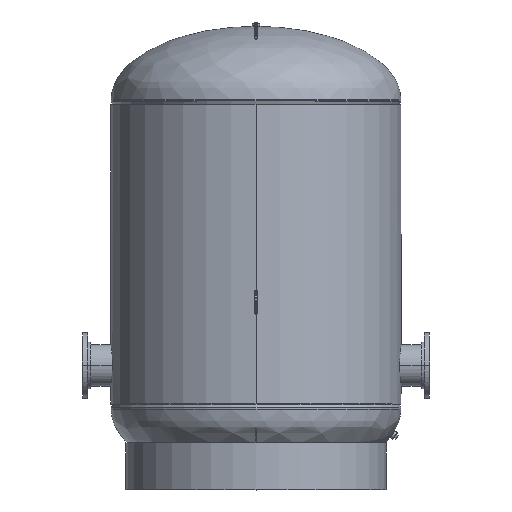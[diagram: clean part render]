
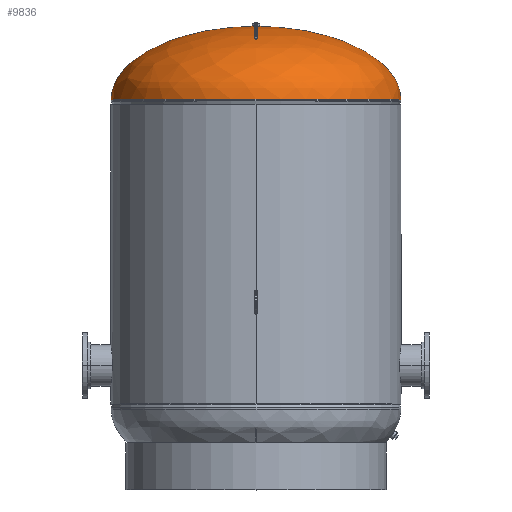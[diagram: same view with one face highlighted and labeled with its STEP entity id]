
A CAD part, top view. The second image highlights one B-rep face of the part: STEP entity #9836.
In plain terms, the highlighted free-form (B-spline) face has degree [3, 3] with [4, 4] control points.
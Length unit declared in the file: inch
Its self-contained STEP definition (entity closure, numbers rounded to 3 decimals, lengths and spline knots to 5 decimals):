
#44 = VERTEX_POINT ( 'NONE', #5395 ) ;
#208 = AXIS2_PLACEMENT_3D ( 'NONE', #4727, #12441, #3790 ) ;
#220 = CARTESIAN_POINT ( 'NONE',  ( -0.625, 16.24671, 0. ) ) ;
#605 = CARTESIAN_POINT ( 'NONE',  ( -17.90589, 16.06479, 0. ) ) ;
#724 = ORIENTED_EDGE ( 'NONE', *, *, #12186, .F. ) ;
#1307 = CARTESIAN_POINT ( 'NONE',  ( 30., 1.09375, 0. ) ) ;
#1394 = CARTESIAN_POINT ( 'NONE',  ( 30., 1.09375, 0. ) ) ;
#1573 = CARTESIAN_POINT ( 'NONE',  ( -0.625, 16.24671, 0. ) ) ;
#1626 = CARTESIAN_POINT ( 'NONE',  ( 30., 1.09375, 0. ) ) ;
#1779 = EDGE_CURVE ( 'NONE', #11379, #44, #5976, .T. ) ;
#2032 = AXIS2_PLACEMENT_3D ( 'NONE', #10970, #10027, #12099 ) ;
#2583 = ORIENTED_EDGE ( 'NONE', *, *, #5363, .T. ) ;
#2620 = CARTESIAN_POINT ( 'NONE',  ( 0., 1.09375, 0. ) ) ;
#3525 = CARTESIAN_POINT ( 'NONE',  ( -30., 9.8261, 0. ) ) ;
#3583 = CARTESIAN_POINT ( 'NONE',  ( 30., 9.8261, 60. ) ) ;
#3790 = DIRECTION ( 'NONE',  ( 1., 0., 0. ) ) ;
#4306 = CARTESIAN_POINT ( 'NONE',  ( 30., 9.8261, 0. ) ) ;
#4350 = CARTESIAN_POINT ( 'NONE',  ( -30., 9.8261, 0. ) ) ;
#4461 = CARTESIAN_POINT ( 'NONE',  ( 30., 9.8261, 0. ) ) ;
#4727 = CARTESIAN_POINT ( 'NONE',  ( 0., 16.24671, 0. ) ) ;
#5146 =( BOUNDED_CURVE ( )  B_SPLINE_CURVE ( 3, ( #5183, #6974, #4306, #1307 ),
 .UNSPECIFIED., .F., .T. ) 
 B_SPLINE_CURVE_WITH_KNOTS ( ( 4, 4 ),
 ( 4.73322, 6.28319 ),
 .UNSPECIFIED. ) 
 CURVE ( )  GEOMETRIC_REPRESENTATION_ITEM ( )  RATIONAL_B_SPLINE_CURVE ( ( 1., 0.81, 0.81, 1. ) ) 
 REPRESENTATION_ITEM ( '' )  );
#5183 = CARTESIAN_POINT ( 'NONE',  ( 0.625, 16.24671, 0. ) ) ;
#5362 = AXIS2_PLACEMENT_3D ( 'NONE', #2620, #9198, #12162 ) ;
#5363 = EDGE_CURVE ( 'NONE', #10146, #44, #6794, .T. ) ;
#5395 = CARTESIAN_POINT ( 'NONE',  ( -30., 1.09375, 0. ) ) ;
#5399 = CARTESIAN_POINT ( 'NONE',  ( 17.90589, 16.06479, 0. ) ) ;
#5573 = CARTESIAN_POINT ( 'NONE',  ( 0.625, 16.24671, 0. ) ) ;
#5976 = CIRCLE ( 'NONE', #5362, 30. ) ;
#6002 = ORIENTED_EDGE ( 'NONE', *, *, #1779, .F. ) ;
#6356 = FACE_OUTER_BOUND ( 'NONE', #6630, .T. ) ;
#6480 = CARTESIAN_POINT ( 'NONE',  ( 0.625, 16.24671, 1.25 ) ) ;
#6545 = CARTESIAN_POINT ( 'NONE',  ( -30., 1.09375, 60. ) ) ;
#6630 = EDGE_LOOP ( 'NONE', ( #724, #2583, #6002, #7640, #10078 ) ) ;
#6794 =( BOUNDED_CURVE ( )  B_SPLINE_CURVE ( 3, ( #11121, #8345, #4350, #12067 ),
 .UNSPECIFIED., .F., .T. ) 
 B_SPLINE_CURVE_WITH_KNOTS ( ( 4, 4 ),
 ( 4.73322, 6.28319 ),
 .UNSPECIFIED. ) 
 CURVE ( )  GEOMETRIC_REPRESENTATION_ITEM ( )  RATIONAL_B_SPLINE_CURVE ( ( 1., 0.81, 0.81, 1. ) ) 
 REPRESENTATION_ITEM ( '' )  );
#6974 = CARTESIAN_POINT ( 'NONE',  ( 17.90589, 16.06479, 0. ) ) ;
#7365 = CARTESIAN_POINT ( 'NONE',  ( 30., 1.09375, 60. ) ) ;
#7492 = CARTESIAN_POINT ( 'NONE',  ( 17.90589, 16.06479, 35.81179 ) ) ;
#7502 = EDGE_CURVE ( 'NONE', #8025, #12332, #10307, .T. ) ;
#7640 = ORIENTED_EDGE ( 'NONE', *, *, #9286, .F. ) ;
#7685 = CARTESIAN_POINT ( 'NONE',  ( 0., 16.24671, 0.625 ) ) ;
#8025 = VERTEX_POINT ( 'NONE', #7685 ) ;
#8276 = CIRCLE ( 'NONE', #2032, 0.625 ) ;
#8345 = CARTESIAN_POINT ( 'NONE',  ( -17.90589, 16.06479, 0. ) ) ;
#9198 = DIRECTION ( 'NONE',  ( 0., -1., 0. ) ) ;
#9279 = CARTESIAN_POINT ( 'NONE',  ( -17.90589, 16.06479, 35.81179 ) ) ;
#9286 = EDGE_CURVE ( 'NONE', #12332, #11379, #5146, .T. ) ;
#9836 = ADVANCED_FACE ( 'NONE', ( #6356 ), #12032, .F. ) ;
#10027 = DIRECTION ( 'NONE',  ( 0., 1., 0. ) ) ;
#10078 = ORIENTED_EDGE ( 'NONE', *, *, #7502, .F. ) ;
#10146 = VERTEX_POINT ( 'NONE', #220 ) ;
#10215 = CARTESIAN_POINT ( 'NONE',  ( -0.625, 16.24671, 1.25 ) ) ;
#10307 = CIRCLE ( 'NONE', #208, 0.625 ) ;
#10412 = CARTESIAN_POINT ( 'NONE',  ( -30., 1.09375, 0. ) ) ;
#10970 = CARTESIAN_POINT ( 'NONE',  ( 0., 16.24671, 0. ) ) ;
#11121 = CARTESIAN_POINT ( 'NONE',  ( -0.625, 16.24671, 0. ) ) ;
#11227 = CARTESIAN_POINT ( 'NONE',  ( 0.625, 16.24671, 0. ) ) ;
#11379 = VERTEX_POINT ( 'NONE', #1394 ) ;
#12032 =( BOUNDED_SURFACE ( )  B_SPLINE_SURFACE ( 3, 3, ( 
 ( #11227, #6480, #10215, #1573 ),
 ( #5399, #7492, #9279, #605 ),
 ( #4461, #3583, #12177, #3525 ),
 ( #1626, #7365, #6545, #10412 ) ),
 .UNSPECIFIED., .F., .F., .T. ) 
 B_SPLINE_SURFACE_WITH_KNOTS ( ( 4, 4 ),
 ( 4, 4 ),
 ( 0., 1. ),
 ( 0., 1. ),
 .UNSPECIFIED. ) 
 GEOMETRIC_REPRESENTATION_ITEM ( )  RATIONAL_B_SPLINE_SURFACE ( (
 ( 1., 0.333, 0.333, 1.),
 ( 0.81, 0.27, 0.27, 0.81),
 ( 0.81, 0.27, 0.27, 0.81),
 ( 1., 0.333, 0.333, 1.) ) ) 
 REPRESENTATION_ITEM ( '' )  SURFACE ( )  );
#12067 = CARTESIAN_POINT ( 'NONE',  ( -30., 1.09375, 0. ) ) ;
#12099 = DIRECTION ( 'NONE',  ( 1., 0., 0. ) ) ;
#12162 = DIRECTION ( 'NONE',  ( 1., 0., 0. ) ) ;
#12177 = CARTESIAN_POINT ( 'NONE',  ( -30., 9.8261, 60. ) ) ;
#12186 = EDGE_CURVE ( 'NONE', #10146, #8025, #8276, .T. ) ;
#12332 = VERTEX_POINT ( 'NONE', #5573 ) ;
#12441 = DIRECTION ( 'NONE',  ( 0., 1., 0. ) ) ;
